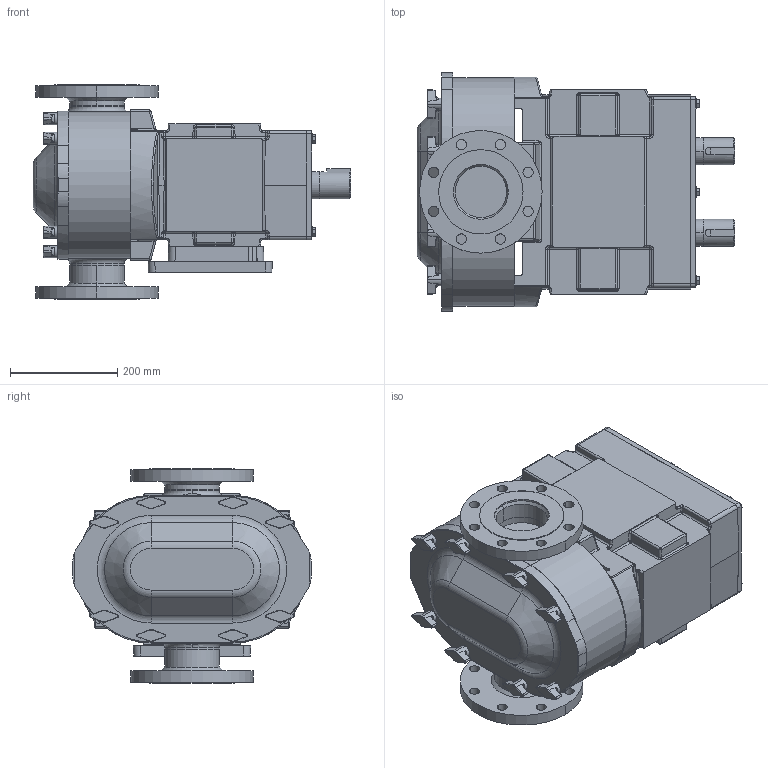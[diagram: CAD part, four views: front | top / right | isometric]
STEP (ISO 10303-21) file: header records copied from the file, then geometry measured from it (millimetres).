
FILE_DESCRIPTION (( 'STEP AP214' ), '1' );
FILE_NAME ('TRA10-2200-019.STEP', '2024-05-23T14:52:26', ( '' ), ( '' ), 'SwSTEP 2.0', 'SolidWorks 2023', '' );
FILE_SCHEMA (( 'AUTOMOTIVE_DESIGN' ));
Length unit declared in the file: inch
Products named in the file (6): 2200FLG150-40; TRA10-2200-COVER-STD; TRA10-2200-019; TRA10-2200-GEARBOX-V; 2200FLG150-40-2.5; TRA10-2200-BODY
Assembly tree (5 placements, depth 2):
  TRA10-2200-019
    TRA10-2200-GEARBOX-V
    TRA10-2200-BODY
    TRA10-2200-COVER-STD
    2200FLG150-40
    2200FLG150-40-2.5
Bounding box: 591.85 x 444.5 x 400.05 mm (x, y, z)
Volume: 44358857.1 mm3; surface area: 1592892 mm2
Topology: 5 solids, 5 shells, 954 faces, 2318 edges, 1406 vertices
Faces by surface type: cylinder 380, plane 262, bspline 118, torus 92, cone 66, sphere 36
Entity records: 36069 total; most frequent: CARTESIAN_POINT 14664, ORIENTED_EDGE 4636, DIRECTION 4266, EDGE_CURVE 2318, AXIS2_PLACEMENT_3D 1664, VERTEX_POINT 1406, EDGE_LOOP 1030, FACE_OUTER_BOUND 954
